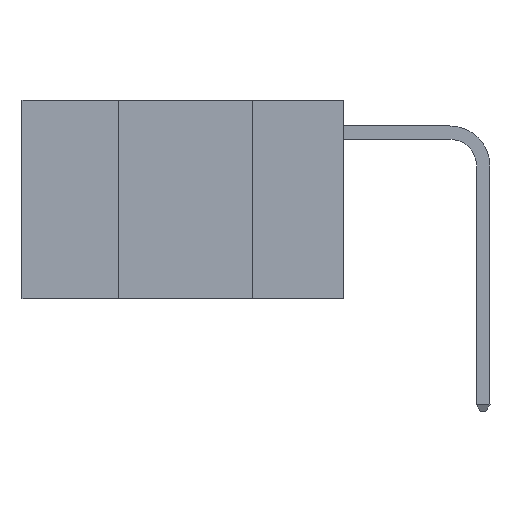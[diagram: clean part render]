
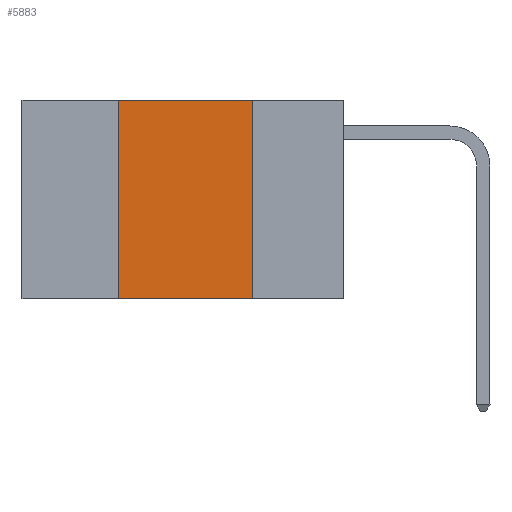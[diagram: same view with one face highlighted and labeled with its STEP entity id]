
A CAD part, left-side view. The second image highlights one B-rep face of the part: STEP entity #5883.
In plain terms, the highlighted planar face has unit normal (-1, 0, 0).
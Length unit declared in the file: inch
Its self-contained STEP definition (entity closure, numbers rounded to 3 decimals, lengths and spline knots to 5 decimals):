
#75 = EDGE_CURVE ( 'NONE', #750, #5845, #6082, .T. ) ;
#90 = EDGE_LOOP ( 'NONE', ( #9850, #3777, #6877, #10596 ) ) ;
#161 = EDGE_CURVE ( 'NONE', #6360, #750, #2050, .T. ) ;
#750 = VERTEX_POINT ( 'NONE', #5736 ) ;
#776 = VECTOR ( 'NONE', #11056, 39.37008 ) ;
#872 = CARTESIAN_POINT ( 'NONE',  ( 0., 0.17, -0.37 ) ) ;
#978 = EDGE_CURVE ( 'NONE', #11127, #6360, #4211, .T. ) ;
#1379 = VECTOR ( 'NONE', #3403, 39.37008 ) ;
#2050 = LINE ( 'NONE', #5363, #7644 ) ;
#2577 = FACE_OUTER_BOUND ( 'NONE', #90, .T. ) ;
#2880 = CARTESIAN_POINT ( 'NONE',  ( 0., 0.42, -0.37 ) ) ;
#3403 = DIRECTION ( 'NONE',  ( 0., 0., 1. ) ) ;
#3719 = DIRECTION ( 'NONE',  ( 0., -1., 0. ) ) ;
#3777 = ORIENTED_EDGE ( 'NONE', *, *, #161, .F. ) ;
#4211 = LINE ( 'NONE', #11146, #1379 ) ;
#4329 = EDGE_CURVE ( 'NONE', #11127, #5845, #9684, .T. ) ;
#4457 = CARTESIAN_POINT ( 'NONE',  ( 0., 0.17, 0. ) ) ;
#4564 = DIRECTION ( 'NONE',  ( 0., -1., 0. ) ) ;
#5139 = AXIS2_PLACEMENT_3D ( 'NONE', #7893, #6145, #7038 ) ;
#5363 = CARTESIAN_POINT ( 'NONE',  ( 0., 0.6, 0. ) ) ;
#5736 = CARTESIAN_POINT ( 'NONE',  ( 0., 0.17, 0. ) ) ;
#5845 = VERTEX_POINT ( 'NONE', #872 ) ;
#5883 = ADVANCED_FACE ( 'NONE', ( #2577 ), #8761, .F. ) ;
#6082 = LINE ( 'NONE', #4457, #776 ) ;
#6145 = DIRECTION ( 'NONE',  ( 1., 0., 0. ) ) ;
#6360 = VERTEX_POINT ( 'NONE', #8631 ) ;
#6877 = ORIENTED_EDGE ( 'NONE', *, *, #978, .F. ) ;
#7038 = DIRECTION ( 'NONE',  ( 0., 0., -1. ) ) ;
#7105 = CARTESIAN_POINT ( 'NONE',  ( 0., 0.6, -0.37 ) ) ;
#7644 = VECTOR ( 'NONE', #4564, 39.37008 ) ;
#7893 = CARTESIAN_POINT ( 'NONE',  ( 0., 0.6, 0. ) ) ;
#7954 = VECTOR ( 'NONE', #3719, 39.37008 ) ;
#8631 = CARTESIAN_POINT ( 'NONE',  ( 0., 0.42, 0. ) ) ;
#8761 = PLANE ( 'NONE',  #5139 ) ;
#9684 = LINE ( 'NONE', #7105, #7954 ) ;
#9850 = ORIENTED_EDGE ( 'NONE', *, *, #75, .F. ) ;
#10596 = ORIENTED_EDGE ( 'NONE', *, *, #4329, .T. ) ;
#11056 = DIRECTION ( 'NONE',  ( 0., 0., -1. ) ) ;
#11127 = VERTEX_POINT ( 'NONE', #2880 ) ;
#11146 = CARTESIAN_POINT ( 'NONE',  ( 0., 0.42, 0. ) ) ;
